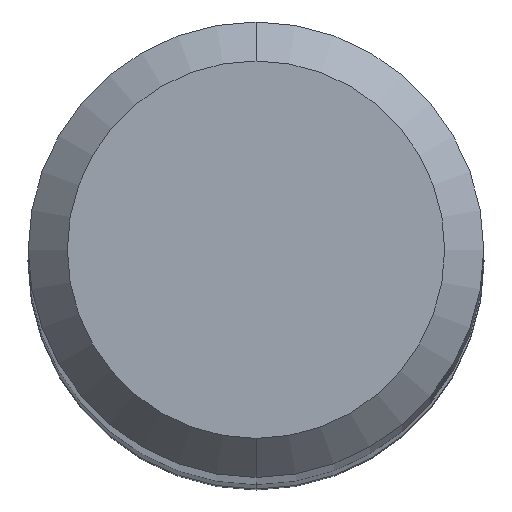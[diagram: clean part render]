
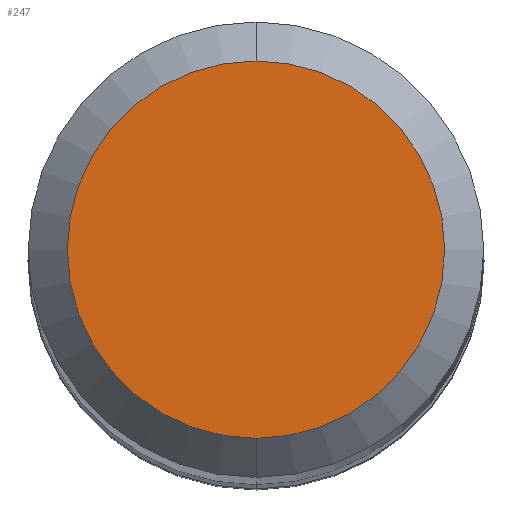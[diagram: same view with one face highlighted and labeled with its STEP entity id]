
A CAD part, top view. The second image highlights one B-rep face of the part: STEP entity #247.
In plain terms, the highlighted planar face has unit normal (0, 0, 1).
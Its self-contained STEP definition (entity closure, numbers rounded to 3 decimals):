
#151=EDGE_CURVE('',#331,#161,#384,.T.);
#161=VERTEX_POINT('',#394);
#195=EDGE_CURVE('',#161,#331,#429,.T.);
#247=ADVANCED_FACE('',(#489),#490,.T.);
#331=VERTEX_POINT('',#584);
#384=CIRCLE('',#639,1.45);
#394=CARTESIAN_POINT('',(0.0,1.45,0.0));
#429=CIRCLE('',#701,1.45);
#489=FACE_OUTER_BOUND('',#777,.T.);
#490=PLANE('',#778);
#584=CARTESIAN_POINT('',(0.,-1.45,0.0));
#639=AXIS2_PLACEMENT_3D('',#956,#957,#958);
#701=AXIS2_PLACEMENT_3D('',#985,#986,#987);
#777=EDGE_LOOP('',(#1071,#1072));
#778=AXIS2_PLACEMENT_3D('',#1073,#1074,#1075);
#956=CARTESIAN_POINT('',(0.0,0.0,0.0));
#957=DIRECTION('',(0.0,0.0,-1.0));
#958=DIRECTION('',(0.0,1.0,0.0));
#985=CARTESIAN_POINT('',(0.0,0.0,0.0));
#986=DIRECTION('',(0.0,0.0,-1.0));
#987=DIRECTION('',(0.0,1.0,0.0));
#1071=ORIENTED_EDGE('',*,*,#195,.F.);
#1072=ORIENTED_EDGE('',*,*,#151,.F.);
#1073=CARTESIAN_POINT('',(0.0,0.725,0.0));
#1074=DIRECTION('',(-0.0,0.0,1.0));
#1075=DIRECTION('',(0.0,-1.0,0.0));
